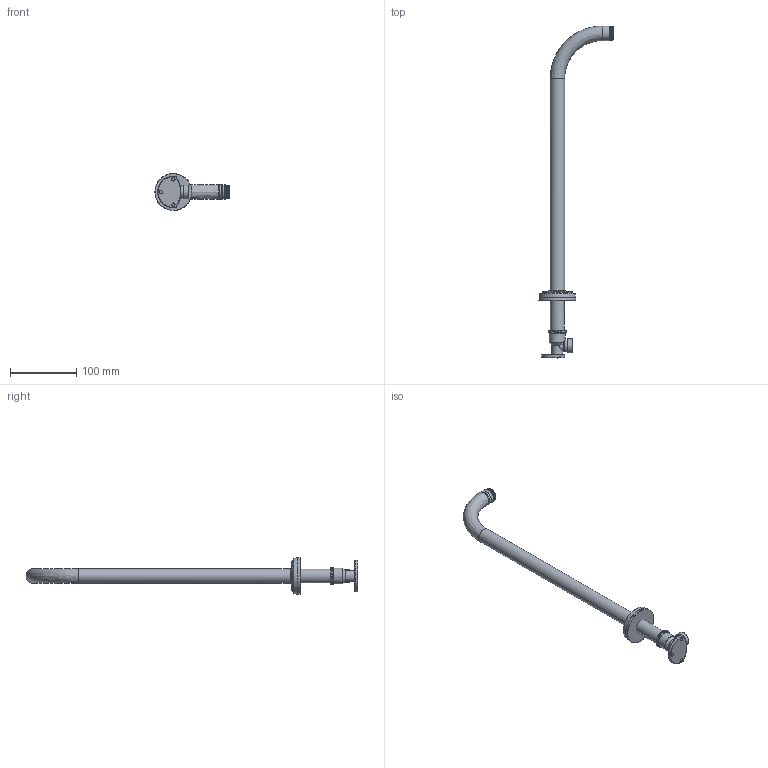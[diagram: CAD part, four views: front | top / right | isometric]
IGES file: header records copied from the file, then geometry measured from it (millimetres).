
Global section: file name: T162; native system: Autodesk Inventor 2020; preprocessor: unknown; author: rclarke; date: 20190924.152801; units: millimetre
Bounding box: 111.92 x 501 x 55.81 mm (x, y, z)
Volume: 84846.9 mm3; surface area: 85817.4 mm2
Topology: 6 solids, 6 shells, 125 faces, 324 edges, 217 vertices
Faces by surface type: bspline 125
